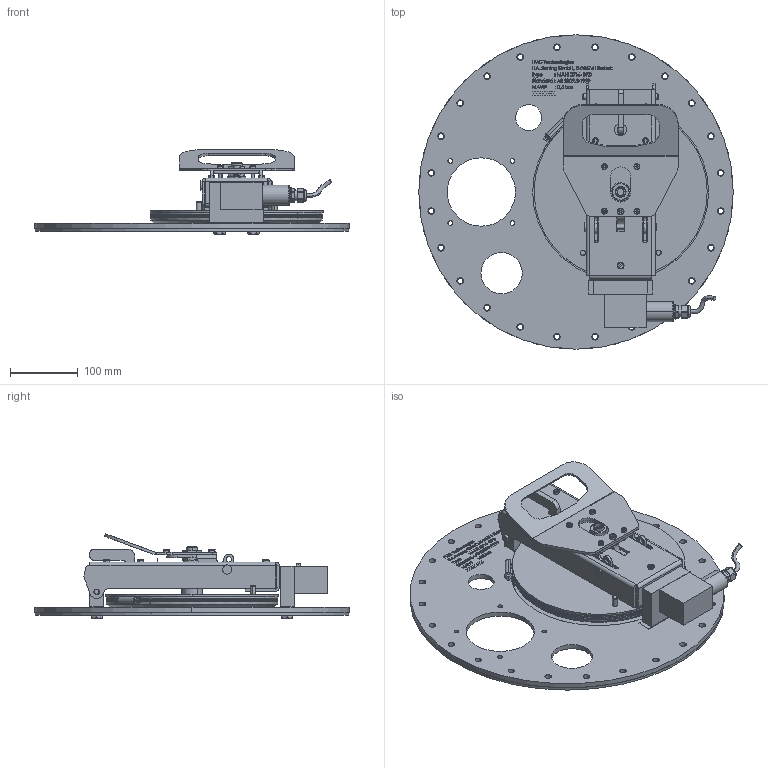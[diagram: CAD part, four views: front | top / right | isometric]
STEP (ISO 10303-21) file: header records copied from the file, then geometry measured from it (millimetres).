
FILE_DESCRIPTION (( 'STEP AP214' ), '1' );
FILE_NAME ('MANLID16-SPD_252633.STEP', '2012-09-27T09:35:13', ( 'Admin2' ), ( '' ), 'SwSTEP 2.0', 'SolidWorks 2010', '' );
FILE_SCHEMA (( 'AUTOMOTIVE_DESIGN' ));
Length unit declared in the file: millimetre
Products named in the file (1): MANLID16-SPD_252633
Bounding box: 465 x 465 x 124.64 mm (x, y, z)
Surface area: 702356.4 mm2 (no closed solid volume)
Topology: 0 solids, 274 shells, 1330 faces, 7460 edges, 6337 vertices
Faces by surface type: plane 834, cylinder 307, bspline 86, cone 72, torus 31
Entity records: 102065 total; most frequent: CARTESIAN_POINT 31068, DIRECTION 10875, ORIENTED_EDGE 9327, EDGE_CURVE 7460, VERTEX_POINT 6337, LINE 4589, VECTOR 4589, AXIS2_PLACEMENT_3D 3143
